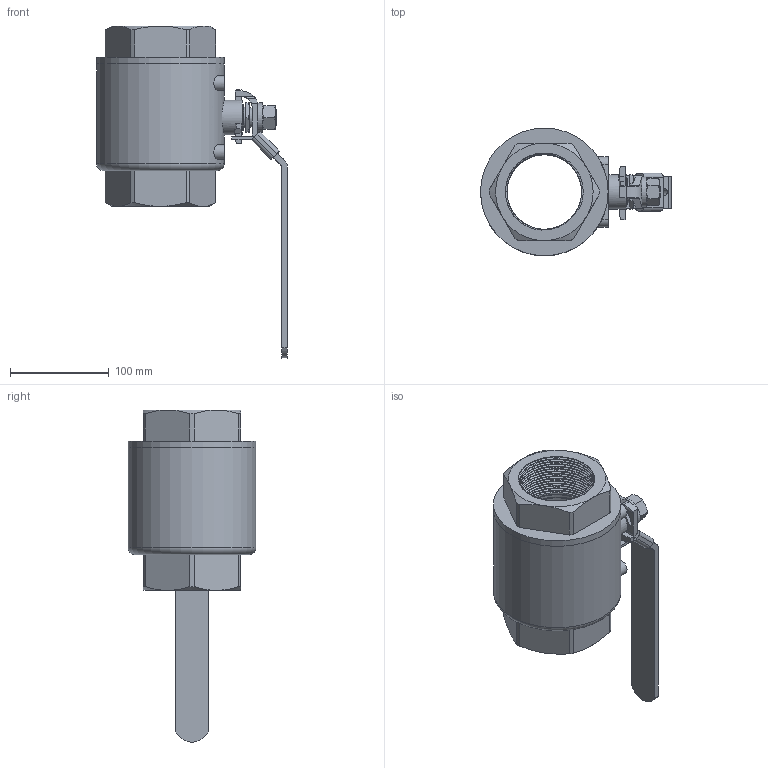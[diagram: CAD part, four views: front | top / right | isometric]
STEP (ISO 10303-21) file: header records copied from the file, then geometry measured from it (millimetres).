
FILE_DESCRIPTION(/* description */ (''),/* implementation_level */ '2;1');
FILE_NAME(/* name */ 'A2N 3.stp',/* time_stamp */ '2017-08-08T11:06:44+08:00',/* author */ (''),/* organization */ (''),/* preprocessor_version */ 'ST-DEVELOPER v11',/* originating_system */ 'SIEMENS PLM Software NX 7.0',/* authorisation */ '');
FILE_SCHEMA (('AUTOMOTIVE_DESIGN { 1 0 10303 214 1 1 1 1 }'));
Length unit declared in the file: millimetre
Products named in the file (1): A2N 3
Bounding box: 193.75 x 129.5 x 336.83 mm (x, y, z)
Volume: 1146796.1 mm3; surface area: 313473.4 mm2
Topology: 14 solids, 14 shells, 262 faces, 628 edges, 411 vertices
Faces by surface type: plane 136, cylinder 76, cone 41, bspline 7, torus 1, sphere 1
Full cylindrical faces by diameter (mm): 4 x4, 7.6 x1, 16 x2, 20 x2, 20.1 x1, 20.2 x1, 20.6 x1, 22 x1, 24.5 x1, 25.5 x4, 30.2 x1, 35 x1, 75.8 x1, 76 x3, 95 x4, 109 x1, 118.5 x1, 121.5 x1, 129.5 x2
Entity records: 16610 total; most frequent: CARTESIAN_POINT 10779, DIRECTION 1161, ORIENTED_EDGE 1100, EDGE_CURVE 550, AXIS2_PLACEMENT_3D 461, VERTEX_POINT 384, EDGE_LOOP 354, ADVANCED_FACE 262
